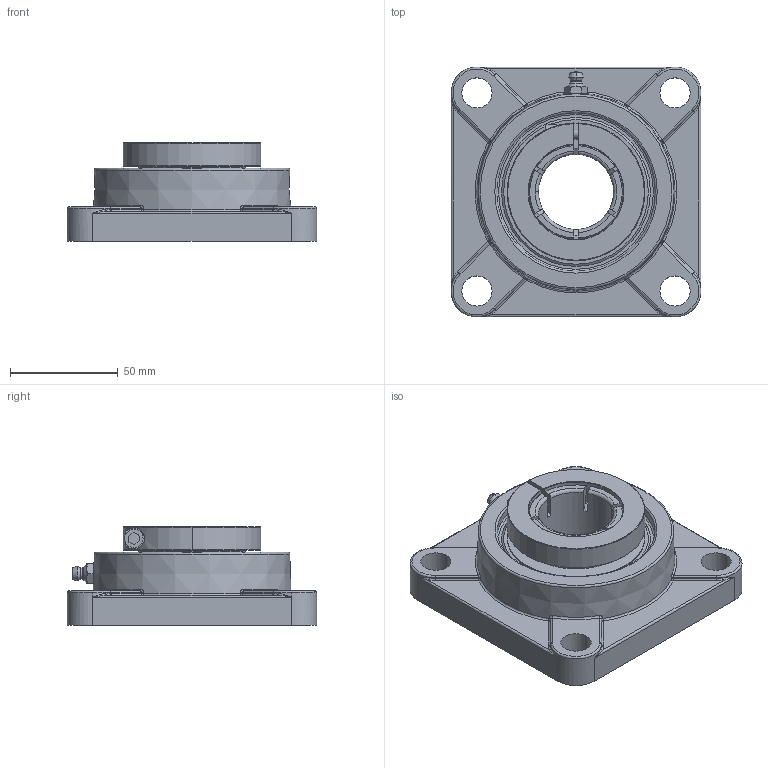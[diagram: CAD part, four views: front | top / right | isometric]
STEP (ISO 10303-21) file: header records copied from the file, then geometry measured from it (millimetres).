
FILE_DESCRIPTION(('HOOPS Exchange Step'),'2;1');
FILE_NAME('export-3A75361A-9DA4-4457-9E6E-6411656BED52.stp','2019-12-12T15:59:47-08:00',('ibuslach'),('Alibre'),'HOOPS Exchange 2019.2','Alibre','Unknown authorisation');
FILE_SCHEMA( ('AP242_MANAGED_MODEL_BASED_3D_ENGINEERING_MIM_LF {1 0 10303 442 1 1 4 }') );
Length unit declared in the file: centimetre
Products named in the file (8): MRN SF 207; UCP ZERK 6mm; SUE 207 BOLT; SUE 207 LOCK RING; SUE 207 SHIELD; SUE 207-22 RACES; MRN SUE 207-22; MRN SUEF 207-22
Assembly tree (8 placements, depth 3):
  MRN SUEF 207-22
    MRN SF 207
    UCP ZERK 6mm
    MRN SUE 207-22
      SUE 207 BOLT
      SUE 207 LOCK RING
      SUE 207 SHIELD  x2
      SUE 207-22 RACES
Bounding box: 116 x 116 x 45.9 mm (x, y, z)
Volume: 240934.6 mm3; surface area: 78574.3 mm2
Topology: 8 solids, 8 shells, 306 faces, 809 edges, 500 vertices
Faces by surface type: plane 87, cylinder 82, torus 50, cone 41, bspline 28, sphere 18
Full cylindrical faces by diameter (mm): 1.48 x2, 4.134 x1, 4.137 x1, 5.8 x1, 6 x2, 8.5 x1, 14 x4, 34.925 x1, 50 x4, 51.016 x2, 62 x2, 64 x2, 73.66 x1, 77.47 x1
Entity records: 16023 total; most frequent: CARTESIAN_POINT 8568, DIRECTION 1567, ORIENTED_EDGE 1532, EDGE_CURVE 766, AXIS2_PLACEMENT_3D 657, VERTEX_POINT 486, CIRCLE 362, EDGE_LOOP 330
